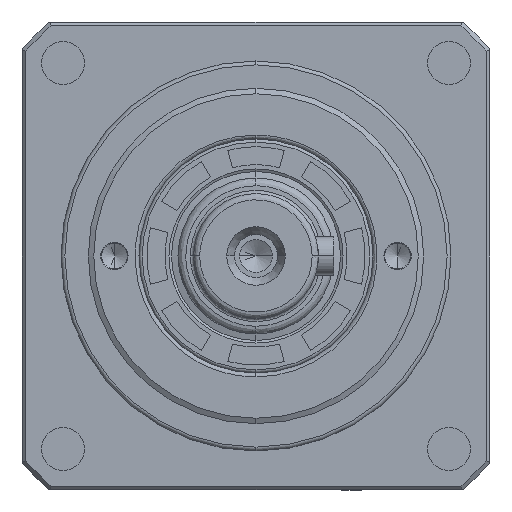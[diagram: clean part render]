
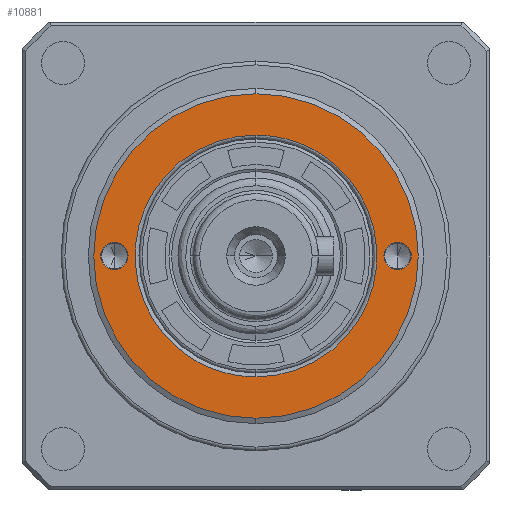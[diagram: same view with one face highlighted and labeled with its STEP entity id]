
A CAD part, left-side view. The second image highlights one B-rep face of the part: STEP entity #10881.
In plain terms, the highlighted planar face has unit normal (-1, 0, 0).
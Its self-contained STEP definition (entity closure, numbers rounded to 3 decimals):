
#761 = ORIENTED_EDGE ( 'NONE', *, *, #9681, .F. ) ;
#800 = CIRCLE ( 'NONE', #32532, 20.8 ) ;
#996 = VERTEX_POINT ( 'NONE', #1251 ) ;
#1251 = CARTESIAN_POINT ( 'NONE',  ( 2., 0., -20.8 ) ) ;
#1326 = DIRECTION ( 'NONE',  ( 0., 0., 1. ) ) ;
#1579 = AXIS2_PLACEMENT_3D ( 'NONE', #19553, #19546, #19522 ) ;
#1672 = CARTESIAN_POINT ( 'NONE',  ( 2., 18.15, 0. ) ) ;
#1992 = VERTEX_POINT ( 'NONE', #19458 ) ;
#2028 = DIRECTION ( 'NONE',  ( -1., 0., 0. ) ) ;
#2110 = EDGE_LOOP ( 'NONE', ( #16290, #761 ) ) ;
#2128 = DIRECTION ( 'NONE',  ( 0., 0., 1. ) ) ;
#2168 = DIRECTION ( 'NONE',  ( -1., 0., 0. ) ) ;
#2217 = CARTESIAN_POINT ( 'NONE',  ( 2., 18.15, 0. ) ) ;
#2582 = EDGE_LOOP ( 'NONE', ( #22128, #28694 ) ) ;
#4677 = VERTEX_POINT ( 'NONE', #22470 ) ;
#6065 = EDGE_CURVE ( 'NONE', #6808, #4677, #15167, .T. ) ;
#6717 = VERTEX_POINT ( 'NONE', #22487 ) ;
#6808 = VERTEX_POINT ( 'NONE', #20513 ) ;
#7126 = CARTESIAN_POINT ( 'NONE',  ( 2., -18.15, 0. ) ) ;
#7243 = DIRECTION ( 'NONE',  ( 0., 0., 1. ) ) ;
#7338 = ORIENTED_EDGE ( 'NONE', *, *, #6065, .F. ) ;
#7371 = DIRECTION ( 'NONE',  ( -1., 0., 0. ) ) ;
#7706 =( BOUNDED_CURVE ( )  B_SPLINE_CURVE ( 3, ( #28003, #28585, #27974, #27937 ),
 .UNSPECIFIED., .F., .F. ) 
 B_SPLINE_CURVE_WITH_KNOTS ( ( 4, 4 ),
 ( 0., 1. ),
 .UNSPECIFIED. ) 
 CURVE ( )  GEOMETRIC_REPRESENTATION_ITEM ( )  RATIONAL_B_SPLINE_CURVE ( ( 1., 0.333, 0.333, 1. ) ) 
 REPRESENTATION_ITEM ( '' )  );
#9379 = CARTESIAN_POINT ( 'NONE',  ( 2., 0., 15.5 ) ) ;
#9410 = CARTESIAN_POINT ( 'NONE',  ( 2., -31., 15.5 ) ) ;
#9618 = CARTESIAN_POINT ( 'NONE',  ( 2., 0., -15.5 ) ) ;
#9651 = CARTESIAN_POINT ( 'NONE',  ( 2., -31., -15.5 ) ) ;
#9681 = EDGE_CURVE ( 'NONE', #20298, #996, #800, .T. ) ;
#9725 = EDGE_CURVE ( 'NONE', #6717, #1992, #24150, .T. ) ;
#10109 = DIRECTION ( 'NONE',  ( 0., 0., -1. ) ) ;
#10116 = CARTESIAN_POINT ( 'NONE',  ( 2., 0., 0. ) ) ;
#10154 = DIRECTION ( 'NONE',  ( 1., 0., 0. ) ) ;
#10881 = ADVANCED_FACE ( 'NONE', ( #30563, #30494, #30591, #30434 ), #21060, .F. ) ;
#11419 = CIRCLE ( 'NONE', #22937, 20.8 ) ;
#11431 = EDGE_LOOP ( 'NONE', ( #15392, #15183 ) ) ;
#11604 = DIRECTION ( 'NONE',  ( 0., 0., -1. ) ) ;
#11646 = DIRECTION ( 'NONE',  ( 1., 0., 0. ) ) ;
#11678 = CARTESIAN_POINT ( 'NONE',  ( 2., 0., 0. ) ) ;
#11829 = AXIS2_PLACEMENT_3D ( 'NONE', #21036, #20811, #20773 ) ;
#14249 = EDGE_LOOP ( 'NONE', ( #7338, #26557 ) ) ;
#14603 = CIRCLE ( 'NONE', #1579, 1.75 ) ;
#15167 = CIRCLE ( 'NONE', #21195, 1.75 ) ;
#15183 = ORIENTED_EDGE ( 'NONE', *, *, #23358, .F. ) ;
#15392 = ORIENTED_EDGE ( 'NONE', *, *, #18588, .F. ) ;
#15834 = EDGE_CURVE ( 'NONE', #996, #20298, #11419, .T. ) ;
#16290 = ORIENTED_EDGE ( 'NONE', *, *, #15834, .F. ) ;
#16896 = EDGE_CURVE ( 'NONE', #1992, #6717, #7706, .T. ) ;
#17064 = CIRCLE ( 'NONE', #21343, 1.75 ) ;
#18588 = EDGE_CURVE ( 'NONE', #20165, #33800, #33946, .T. ) ;
#18652 = CARTESIAN_POINT ( 'NONE',  ( 2., -18.15, 1.75 ) ) ;
#18817 = CARTESIAN_POINT ( 'NONE',  ( 2., -18.15, -1.75 ) ) ;
#19458 = CARTESIAN_POINT ( 'NONE',  ( 2., 0., 15.5 ) ) ;
#19522 = DIRECTION ( 'NONE',  ( 0., 0., 1. ) ) ;
#19546 = DIRECTION ( 'NONE',  ( -1., 0., 0. ) ) ;
#19553 = CARTESIAN_POINT ( 'NONE',  ( 2., -18.15, 0. ) ) ;
#20165 = VERTEX_POINT ( 'NONE', #18652 ) ;
#20298 = VERTEX_POINT ( 'NONE', #33947 ) ;
#20513 = CARTESIAN_POINT ( 'NONE',  ( 2., 18.15, 1.75 ) ) ;
#20773 = DIRECTION ( 'NONE',  ( 0., 0., -1. ) ) ;
#20811 = DIRECTION ( 'NONE',  ( 1., 0., 0. ) ) ;
#21036 = CARTESIAN_POINT ( 'NONE',  ( 2., 15.5, 0. ) ) ;
#21060 = PLANE ( 'NONE',  #11829 ) ;
#21195 = AXIS2_PLACEMENT_3D ( 'NONE', #2217, #2168, #2128 ) ;
#21343 = AXIS2_PLACEMENT_3D ( 'NONE', #1672, #2028, #1326 ) ;
#22128 = ORIENTED_EDGE ( 'NONE', *, *, #9725, .F. ) ;
#22470 = CARTESIAN_POINT ( 'NONE',  ( 2., 18.15, -1.75 ) ) ;
#22487 = CARTESIAN_POINT ( 'NONE',  ( 2., 0., -15.5 ) ) ;
#22703 = EDGE_CURVE ( 'NONE', #4677, #6808, #17064, .T. ) ;
#22937 = AXIS2_PLACEMENT_3D ( 'NONE', #11678, #11646, #11604 ) ;
#23358 = EDGE_CURVE ( 'NONE', #33800, #20165, #14603, .T. ) ;
#24150 =( BOUNDED_CURVE ( )  B_SPLINE_CURVE ( 3, ( #9618, #9651, #9410, #9379 ),
 .UNSPECIFIED., .F., .T. ) 
 B_SPLINE_CURVE_WITH_KNOTS ( ( 4, 4 ),
 ( 0., 1. ),
 .UNSPECIFIED. ) 
 CURVE ( )  GEOMETRIC_REPRESENTATION_ITEM ( )  RATIONAL_B_SPLINE_CURVE ( ( 1., 0.333, 0.333, 1. ) ) 
 REPRESENTATION_ITEM ( '' )  );
#26557 = ORIENTED_EDGE ( 'NONE', *, *, #22703, .F. ) ;
#27937 = CARTESIAN_POINT ( 'NONE',  ( 2., 0., -15.5 ) ) ;
#27974 = CARTESIAN_POINT ( 'NONE',  ( 2., 31., -15.5 ) ) ;
#28003 = CARTESIAN_POINT ( 'NONE',  ( 2., 0., 15.5 ) ) ;
#28585 = CARTESIAN_POINT ( 'NONE',  ( 2., 31., 15.5 ) ) ;
#28694 = ORIENTED_EDGE ( 'NONE', *, *, #16896, .F. ) ;
#30434 = FACE_BOUND ( 'NONE', #11431, .T. ) ;
#30494 = FACE_OUTER_BOUND ( 'NONE', #2110, .T. ) ;
#30563 = FACE_BOUND ( 'NONE', #14249, .T. ) ;
#30591 = FACE_BOUND ( 'NONE', #2582, .T. ) ;
#30994 = AXIS2_PLACEMENT_3D ( 'NONE', #7126, #7371, #7243 ) ;
#32532 = AXIS2_PLACEMENT_3D ( 'NONE', #10116, #10154, #10109 ) ;
#33800 = VERTEX_POINT ( 'NONE', #18817 ) ;
#33946 = CIRCLE ( 'NONE', #30994, 1.75 ) ;
#33947 = CARTESIAN_POINT ( 'NONE',  ( 2., 0., 20.8 ) ) ;
